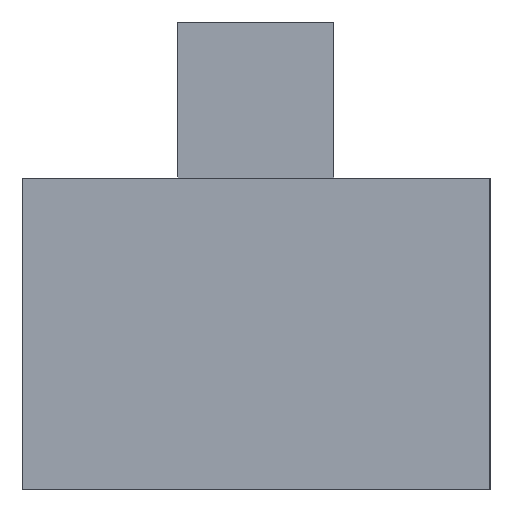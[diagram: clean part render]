
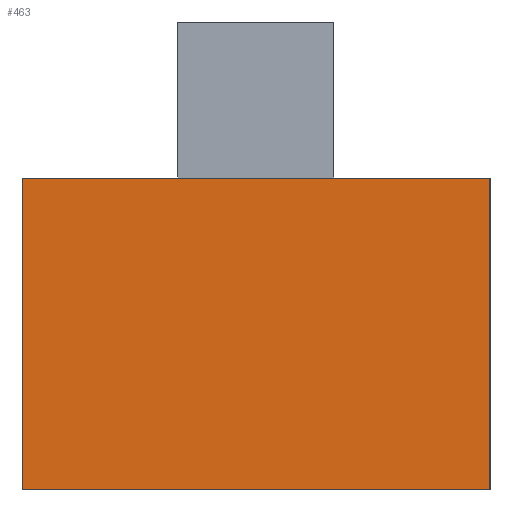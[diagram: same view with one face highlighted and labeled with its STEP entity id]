
A CAD part, left-side view. The second image highlights one B-rep face of the part: STEP entity #463.
In plain terms, the highlighted planar face has unit normal (-1, 0, 0).
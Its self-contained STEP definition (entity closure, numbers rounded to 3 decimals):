
#41=FACE_OUTER_BOUND('',#67,.T.);
#67=EDGE_LOOP('',(#383,#384,#385,#386));
#129=LINE('',#736,#189);
#130=LINE('',#739,#190);
#131=LINE('',#741,#191);
#132=LINE('',#742,#192);
#189=VECTOR('',#607,10.);
#190=VECTOR('',#610,10.);
#191=VECTOR('',#611,10.);
#192=VECTOR('',#612,10.);
#231=VERTEX_POINT('',#732);
#232=VERTEX_POINT('',#734);
#233=VERTEX_POINT('',#738);
#234=VERTEX_POINT('',#740);
#289=EDGE_CURVE('',#231,#232,#129,.T.);
#290=EDGE_CURVE('',#231,#233,#130,.T.);
#291=EDGE_CURVE('',#234,#232,#131,.T.);
#292=EDGE_CURVE('',#233,#234,#132,.T.);
#383=ORIENTED_EDGE('',*,*,#290,.F.);
#384=ORIENTED_EDGE('',*,*,#289,.T.);
#385=ORIENTED_EDGE('',*,*,#291,.F.);
#386=ORIENTED_EDGE('',*,*,#292,.F.);
#437=PLANE('',#503);
#463=ADVANCED_FACE('',(#41),#437,.T.);
#503=AXIS2_PLACEMENT_3D('',#737,#608,#609);
#607=DIRECTION('',(0.,0.,1.));
#608=DIRECTION('center_axis',(-1.,0.,0.));
#609=DIRECTION('ref_axis',(0.,-1.,0.));
#610=DIRECTION('',(0.,1.,0.));
#611=DIRECTION('',(0.,-1.,0.));
#612=DIRECTION('',(0.,0.,1.));
#732=CARTESIAN_POINT('',(-30.,0.,0.));
#734=CARTESIAN_POINT('',(-30.,0.,10.));
#736=CARTESIAN_POINT('',(-30.,0.,0.));
#737=CARTESIAN_POINT('Origin',(-30.,15.,0.));
#738=CARTESIAN_POINT('',(-30.,15.,0.));
#739=CARTESIAN_POINT('',(-30.,0.,0.));
#740=CARTESIAN_POINT('',(-30.,15.,10.));
#741=CARTESIAN_POINT('',(-30.,0.,10.));
#742=CARTESIAN_POINT('',(-30.,15.,0.));
